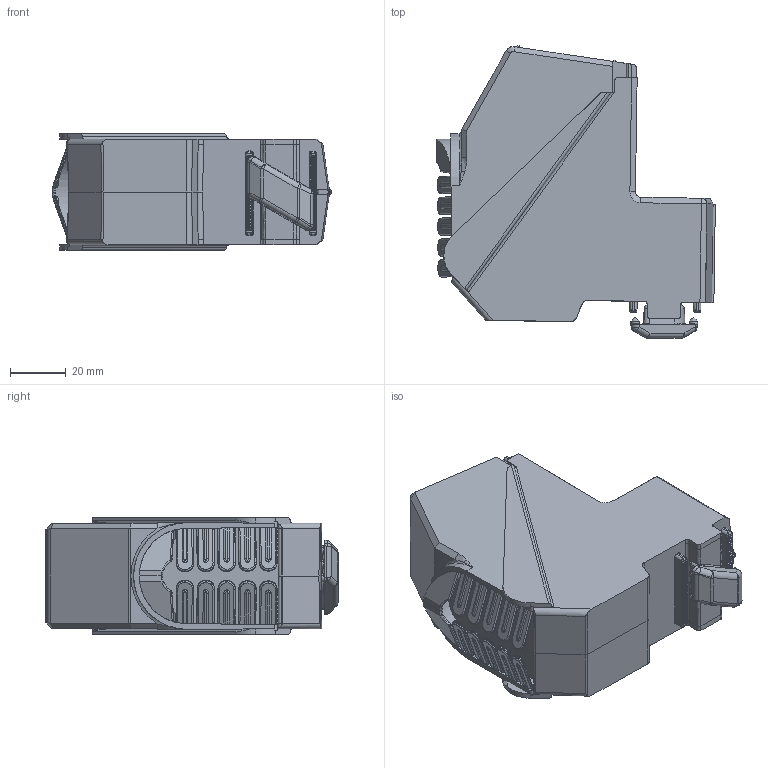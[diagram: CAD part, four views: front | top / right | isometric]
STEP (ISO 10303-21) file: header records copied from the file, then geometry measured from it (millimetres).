
FILE_DESCRIPTION(/* description */ (''),/* implementation_level */ '2;1');
FILE_NAME(/* name */ 'ad400_Dummy2.stp',/* time_stamp */ '2017-02-16T09:27:10+01:00',/* author */ (''),/* organization */ (''),/* preprocessor_version */ 'ST-DEVELOPER v16',/* originating_system */ 'SIEMENS PLM Software NX 11.0',/* authorisation */ '');
FILE_SCHEMA (('AP203_CONFIGURATION_CONTROLLED_3D_DESIGN_OF_MECHANICAL_PARTS_AND_ASSEMBLIES_MIM_LF { 1 0 10303 403 2 1 2}'));
Products named in the file (1): admi09542833gjen
Bounding box: 100.3 x 105.2 x 42 mm (x, y, z)
Volume: 254218.2 mm3; surface area: 36205.1 mm2
Topology: 1 solids, 2 shells, 1202 faces, 3476 edges, 2237 vertices
Faces by surface type: cylinder 471, plane 463, bspline 136, torus 43, sphere 33, cone 26, revolution 20, extrusion 10
Full cylindrical faces by diameter (mm): 10 x1, 13 x1
Entity records: 50976 total; most frequent: CARTESIAN_POINT 18625, ORIENTED_EDGE 6886, DIRECTION 4912, EDGE_CURVE 3443, VERTEX_POINT 2246, AXIS2_PLACEMENT_3D 1724, VECTOR 1444, LINE 1434
